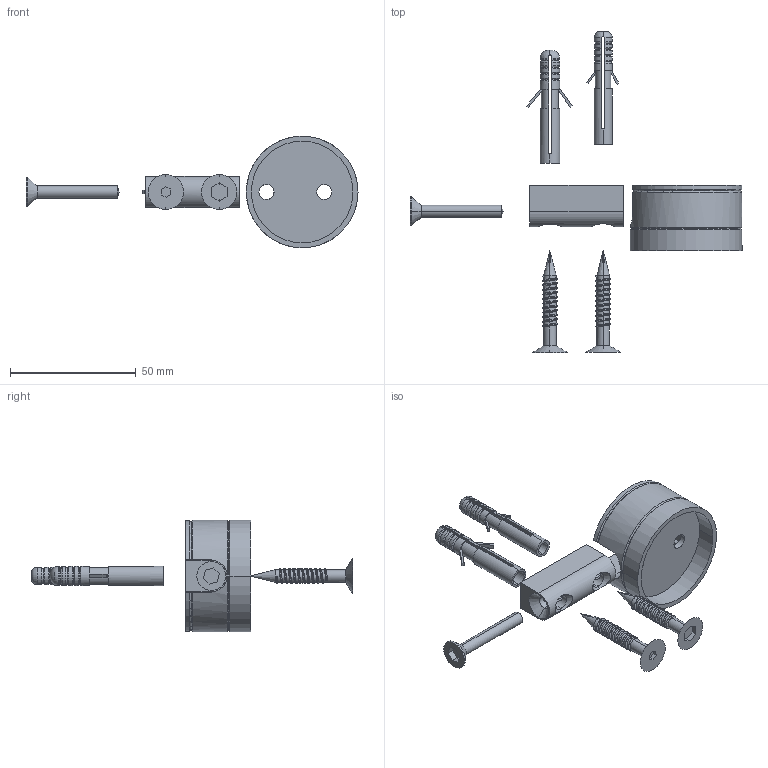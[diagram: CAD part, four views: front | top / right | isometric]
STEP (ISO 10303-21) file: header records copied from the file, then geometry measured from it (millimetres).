
FILE_DESCRIPTION (( 'STEP AP203' ), '1' );
FILE_NAME ('3D_GB3052_42.4x2_188686300.STEP', '2024-10-11T07:06:51', ( '' ), ( '' ), 'SwSTEP 2.0', 'SolidWorks 2024', '' );
FILE_SCHEMA (( 'CONFIG_CONTROL_DESIGN' ));
Length unit declared in the file: millimetre
Products named in the file (1): 3D_GB3052_42.4x2_188686300
Bounding box: 132.03 x 127.73 x 44.4 mm (x, y, z)
Volume: 32206.4 mm3; surface area: 18509.9 mm2
Topology: 7 solids, 7 shells, 281 faces, 775 edges, 503 vertices
Faces by surface type: cylinder 111, plane 100, torus 42, cone 22, bspline 6
Entity records: 13964 total; most frequent: CARTESIAN_POINT 7144, ORIENTED_EDGE 1538, DIRECTION 1271, EDGE_CURVE 769, VERTEX_POINT 503, AXIS2_PLACEMENT_3D 456, LINE 359, VECTOR 359
